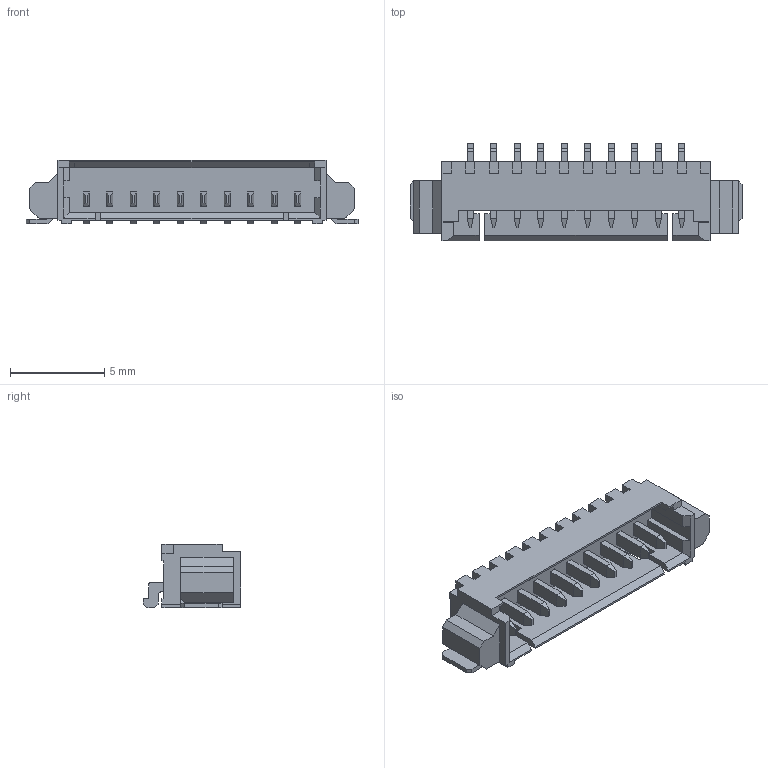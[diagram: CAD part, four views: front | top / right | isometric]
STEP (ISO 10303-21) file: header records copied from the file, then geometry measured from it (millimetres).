
FILE_DESCRIPTION(/* description */ (''),/* implementation_level */ '2;1');
FILE_NAME(/* name */ '532611071 recolored.step',/* time_stamp */ '2022-01-19T17:47:28-03:00',/* author */ (''),/* organization */ (''),/* preprocessor_version */ 'ST-DEVELOPER v18.1',/* originating_system */ 'Autodesk Translation Framework v10.10.0.1391',/* authorisation */ '');
FILE_SCHEMA (('AUTOMOTIVE_DESIGN { 1 0 10303 214 3 1 1 }'));
Length unit declared in the file: millimetre
Products named in the file (1): 532611071
Bounding box: 17.65 x 5.2 x 3.4 mm (x, y, z)
Volume: 106.3 mm3; surface area: 491.4 mm2
Topology: 13 solids, 13 shells, 516 faces, 1412 edges, 924 vertices
Faces by surface type: plane 488, cylinder 28
Entity records: 16051 total; most frequent: CARTESIAN_POINT 2853, ORIENTED_EDGE 2824, DIRECTION 2502, EDGE_CURVE 1412, LINE 1356, VECTOR 1356, VERTEX_POINT 924, AXIS2_PLACEMENT_3D 573
